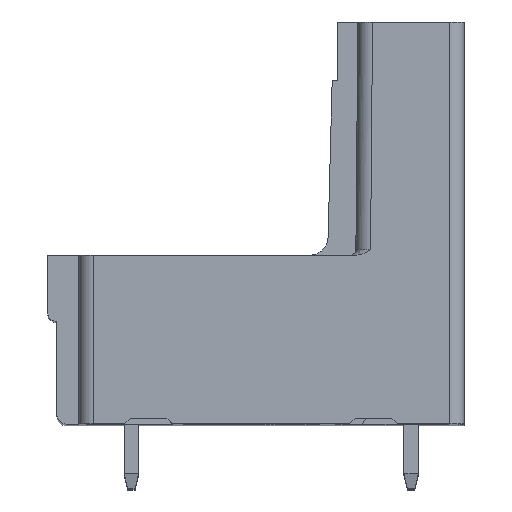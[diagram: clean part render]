
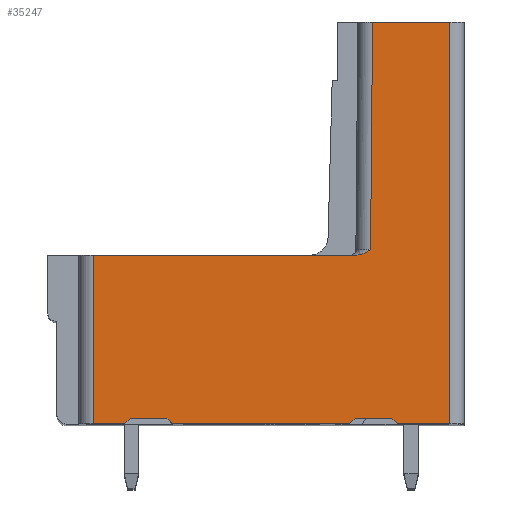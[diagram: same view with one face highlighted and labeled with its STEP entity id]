
A CAD part, top view. The second image highlights one B-rep face of the part: STEP entity #35247.
In plain terms, the highlighted planar face has unit normal (0, 0, 1).
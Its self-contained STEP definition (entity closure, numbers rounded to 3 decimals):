
#3629=DIRECTION('',(1.,0.,0.));
#3630=VECTOR('',#3629,2.85);
#3631=CARTESIAN_POINT('',(-3.644,0.,
-69.303));
#3632=LINE('',#3631,#3630);
#7089=CARTESIAN_POINT('',(-5.857,9.2,
-69.303));
#7408=DIRECTION('',(1.,0.,0.));
#7409=VECTOR('',#7408,2.);
#7410=CARTESIAN_POINT('',(-18.194,0.3,-69.303));
#7411=LINE('',#7410,#7409);
#7416=DIRECTION('',(1.,0.,0.));
#7417=VECTOR('',#7416,14.337);
#7418=CARTESIAN_POINT('',(-20.194,9.2,
-69.303));
#7419=LINE('',#7418,#7417);
#7420=CARTESIAN_POINT('',(-5.857,9.2,
-69.303));
#7421=CARTESIAN_POINT('',(-5.825,9.2,
-69.303));
#7422=CARTESIAN_POINT('',(-5.757,9.204,
-69.303));
#7423=CARTESIAN_POINT('',(-5.644,9.227,
-69.303));
#7424=CARTESIAN_POINT('',(-5.523,9.268,
-69.303));
#7425=CARTESIAN_POINT('',(-5.393,9.328,
-69.303));
#7426=CARTESIAN_POINT('',(-5.255,9.405,
-69.303));
#7427=CARTESIAN_POINT('',(-5.154,9.467,
-69.303));
#7428=CARTESIAN_POINT('',(-5.102,9.5,
-69.303));
#7430=DIRECTION('',(0.009,1.,0.));
#7431=VECTOR('',#7430,12.4);
#7432=CARTESIAN_POINT('',(-5.102,9.5,
-69.303));
#7433=LINE('',#7432,#7431);
#7434=DIRECTION('',(1.,0.,0.));
#7435=VECTOR('',#7434,4.2);
#7436=CARTESIAN_POINT('',(-4.994,21.9,-69.303));
#7437=LINE('',#7436,#7435);
#7438=DIRECTION('',(-0.707,0.707,0.));
#7439=VECTOR('',#7438,0.424);
#7440=CARTESIAN_POINT('',(-3.644,0.,
-69.303));
#7441=LINE('',#7440,#7439);
#7442=DIRECTION('',(-0.707,-0.707,0.));
#7443=VECTOR('',#7442,0.424);
#7444=CARTESIAN_POINT('',(-5.944,0.3,
-69.303));
#7445=LINE('',#7444,#7443);
#7446=DIRECTION('',(-1.,0.,0.));
#7447=VECTOR('',#7446,9.65);
#7448=CARTESIAN_POINT('',(-6.244,0.,
-69.303));
#7449=LINE('',#7448,#7447);
#7450=DIRECTION('',(-0.707,0.707,0.));
#7451=VECTOR('',#7450,0.424);
#7452=CARTESIAN_POINT('',(-15.894,0.,
-69.303));
#7453=LINE('',#7452,#7451);
#7454=DIRECTION('',(-0.707,-0.707,0.));
#7455=VECTOR('',#7454,0.424);
#7456=CARTESIAN_POINT('',(-18.194,0.3,-69.303));
#7457=LINE('',#7456,#7455);
#7458=DIRECTION('',(-1.,0.,0.));
#7459=VECTOR('',#7458,1.7);
#7460=CARTESIAN_POINT('',(-18.494,0.,
-69.303));
#7461=LINE('',#7460,#7459);
#7462=DIRECTION('',(0.,1.,0.));
#7463=VECTOR('',#7462,9.2);
#7464=CARTESIAN_POINT('',(-20.194,0.,
-69.303));
#7465=LINE('',#7464,#7463);
#8592=DIRECTION('',(1.,0.,0.));
#8593=VECTOR('',#8592,2.);
#8594=CARTESIAN_POINT('',(-5.944,0.3,
-69.303));
#8595=LINE('',#8594,#8593);
#14198=DIRECTION('',(0.,1.,0.));
#14199=VECTOR('',#14198,21.9);
#14200=CARTESIAN_POINT('',(-0.794,0.,
-69.303));
#14201=LINE('',#14200,#14199);
#19873=CARTESIAN_POINT('',(-0.794,21.9,-69.303));
#19874=VERTEX_POINT('',#19873);
#19875=CARTESIAN_POINT('',(-4.994,21.9,-69.303));
#19876=VERTEX_POINT('',#19875);
#19920=CARTESIAN_POINT('',(-20.194,0.,
-69.303));
#19921=VERTEX_POINT('',#19920);
#19922=CARTESIAN_POINT('',(-18.494,0.,
-69.303));
#19923=VERTEX_POINT('',#19922);
#19936=CARTESIAN_POINT('',(-15.894,0.,
-69.303));
#19937=VERTEX_POINT('',#19936);
#19938=CARTESIAN_POINT('',(-6.244,0.,
-69.303));
#19939=VERTEX_POINT('',#19938);
#19960=CARTESIAN_POINT('',(-3.644,0.,
-69.303));
#19961=VERTEX_POINT('',#19960);
#19962=CARTESIAN_POINT('',(-0.794,0.,
-69.303));
#19963=VERTEX_POINT('',#19962);
#20072=VERTEX_POINT('',#7089);
#20073=CARTESIAN_POINT('',(-20.194,9.2,
-69.303));
#20074=VERTEX_POINT('',#20073);
#20264=CARTESIAN_POINT('',(-16.194,0.3,
-69.303));
#20265=VERTEX_POINT('',#20264);
#20266=CARTESIAN_POINT('',(-18.194,0.3,-69.303));
#20267=VERTEX_POINT('',#20266);
#20268=VERTEX_POINT('',#7428);
#20269=CARTESIAN_POINT('',(-3.944,0.3,
-69.303));
#20270=VERTEX_POINT('',#20269);
#20271=CARTESIAN_POINT('',(-5.944,0.3,
-69.303));
#20272=VERTEX_POINT('',#20271);
#35217=CARTESIAN_POINT('',(-6.202,9.5,-69.303));
#35218=DIRECTION('',(0.,0.,1.));
#35219=DIRECTION('',(-1.,0.,0.));
#35220=AXIS2_PLACEMENT_3D('',#35217,#35218,#35219);
#35221=PLANE('',#35220);
#35222=ORIENTED_EDGE('',*,*,#34324,.T.);
#35224=ORIENTED_EDGE('',*,*,#35223,.T.);
#35226=ORIENTED_EDGE('',*,*,#35225,.T.);
#35228=ORIENTED_EDGE('',*,*,#35227,.T.);
#35230=ORIENTED_EDGE('',*,*,#35229,.F.);
#35231=ORIENTED_EDGE('',*,*,#29681,.F.);
#35233=ORIENTED_EDGE('',*,*,#35232,.T.);
#35235=ORIENTED_EDGE('',*,*,#35234,.F.);
#35237=ORIENTED_EDGE('',*,*,#35236,.T.);
#35238=ORIENTED_EDGE('',*,*,#29657,.T.);
#35239=ORIENTED_EDGE('',*,*,#35184,.T.);
#35240=ORIENTED_EDGE('',*,*,#35198,.F.);
#35241=ORIENTED_EDGE('',*,*,#35211,.T.);
#35242=ORIENTED_EDGE('',*,*,#29641,.T.);
#35244=ORIENTED_EDGE('',*,*,#35243,.T.);
#35245=EDGE_LOOP('',(#35222,#35224,#35226,#35228,#35230,#35231,#35233,#35235,
#35237,#35238,#35239,#35240,#35241,#35242,#35244));
#35246=FACE_OUTER_BOUND('',#35245,.F.);
#35247=ADVANCED_FACE('',(#35246),#35221,.T.);
#7429=B_SPLINE_CURVE_WITH_KNOTS('',3,(#7420,#7421,#7422,#7423,#7424,#7425,#7426,
#7427,#7428),.UNSPECIFIED.,.F.,.F.,(4,1,1,1,1,1,4),(0.,0.167,
0.333,0.5,0.667,0.833,1.),
.UNSPECIFIED.);
#29641=EDGE_CURVE('',#19923,#19921,#7461,.T.);
#29657=EDGE_CURVE('',#19939,#19937,#7449,.T.);
#29681=EDGE_CURVE('',#19961,#19963,#3632,.T.);
#34324=EDGE_CURVE('',#20074,#20072,#7419,.T.);
#35184=EDGE_CURVE('',#19937,#20265,#7453,.T.);
#35198=EDGE_CURVE('',#20267,#20265,#7411,.T.);
#35211=EDGE_CURVE('',#20267,#19923,#7457,.T.);
#35223=EDGE_CURVE('',#20072,#20268,#7429,.T.);
#35225=EDGE_CURVE('',#20268,#19876,#7433,.T.);
#35227=EDGE_CURVE('',#19876,#19874,#7437,.T.);
#35229=EDGE_CURVE('',#19963,#19874,#14201,.T.);
#35232=EDGE_CURVE('',#19961,#20270,#7441,.T.);
#35234=EDGE_CURVE('',#20272,#20270,#8595,.T.);
#35236=EDGE_CURVE('',#20272,#19939,#7445,.T.);
#35243=EDGE_CURVE('',#19921,#20074,#7465,.T.);
